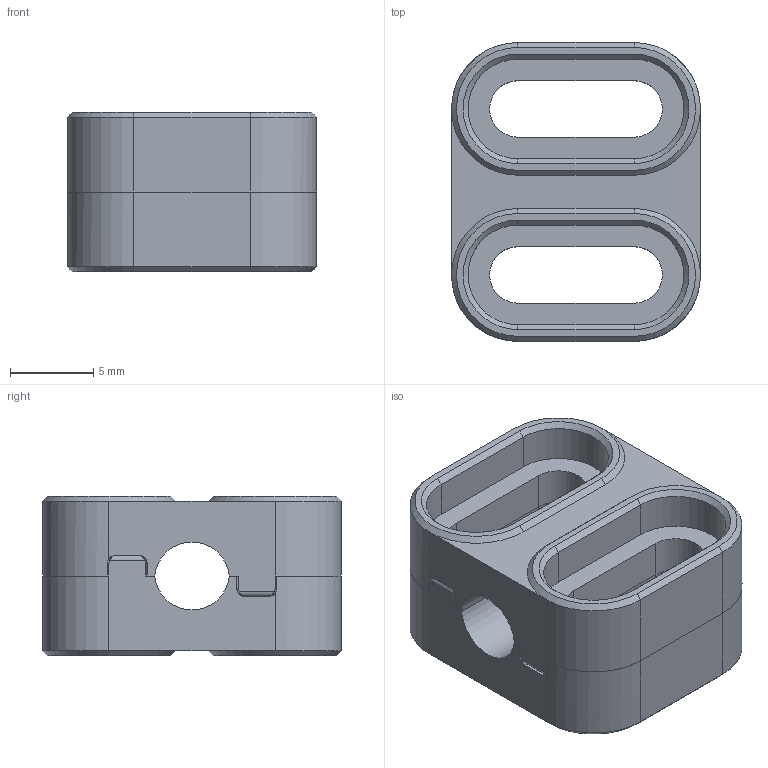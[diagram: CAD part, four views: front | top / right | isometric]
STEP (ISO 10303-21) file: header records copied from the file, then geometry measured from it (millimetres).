
FILE_DESCRIPTION((''),'2;1');
FILE_NAME('DM_CAD-3198_ASM','2017-10-20T',('creinig-se'),(''),'PRO/ENGINEER BY PARAMETRIC TECHNOLOGY CORPORATION, 2015440','PRO/ENGINEER BY PARAMETRIC TECHNOLOGY CORPORATION, 2015440','');
FILE_SCHEMA(('CONFIG_CONTROL_DESIGN'));
Length unit declared in the file: millimetre
Products named in the file (2): DM_CAD-3198; DM_CAD-3198_ASM
Assembly tree (2 placements, depth 2):
  DM_CAD-3198_ASM
    DM_CAD-3198  x2
Bounding box: 15 x 18 x 9.6 mm (x, y, z)
Volume: 1163.5 mm3; surface area: 1971.8 mm2
Topology: 2 solids, 2 shells, 206 faces, 536 edges, 372 vertices
Faces by surface type: plane 96, cylinder 70, bspline 16, cone 16, torus 8
Entity records: 4464 total; most frequent: CARTESIAN_POINT 1057, DIRECTION 522, ORIENTED_EDGE 504, PRESENTATION_STYLE_ASSIGNMENT 270, STYLED_ITEM 270, CURVE_STYLE 269, EDGE_CURVE 252, AXIS2_PLACEMENT_3D 176
